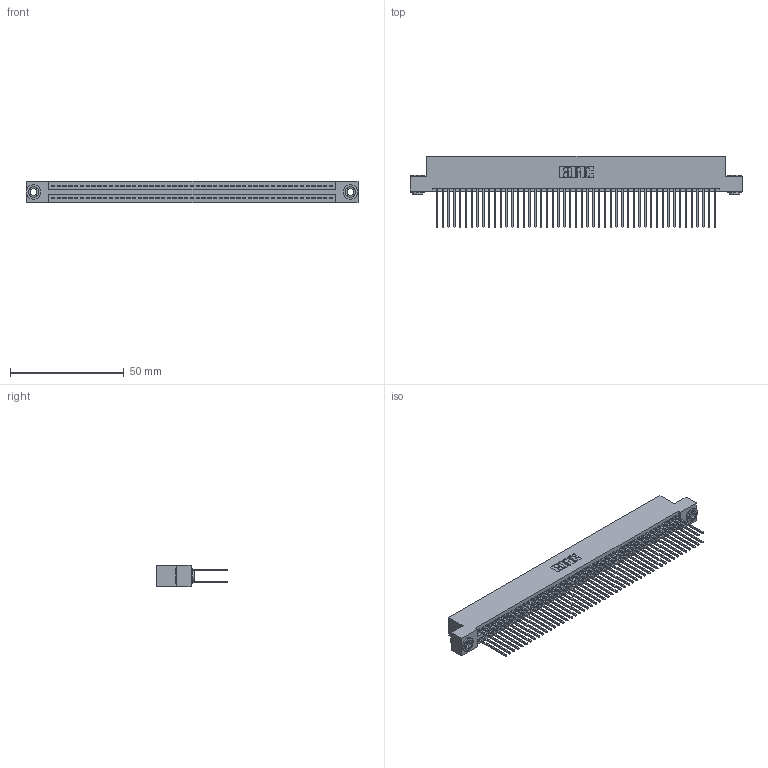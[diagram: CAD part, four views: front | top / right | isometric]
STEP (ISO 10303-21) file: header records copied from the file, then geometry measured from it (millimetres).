
FILE_DESCRIPTION (( 'STEP AP203' ), '1' );
FILE_NAME ('345-098-542-203.STEP', '2019-11-02T11:47:15', ( '' ), ( '' ), 'SwSTEP 2.0', 'SolidWorks 2016', '' );
FILE_SCHEMA (( 'CONFIG_CONTROL_DESIGN' ));
Length unit declared in the file: inch
Products named in the file (4): 345-292-001_345-293-142; 345-098-542-203; 345 Part_Flush Mounting Lugs - 0.156 Dia-TH; 345-250-002_345-250-002-102
Assembly tree (101 placements, depth 2):
  345-098-542-203
    345 Part_Flush Mounting Lugs - 0.156 Dia-TH
    345-292-001_345-293-142  x98
    345-250-002_345-250-002-102  x2
Bounding box: 145.67 x 31.29 x 9.4 mm (x, y, z)
Volume: 14691.6 mm3; surface area: 24192.1 mm2
Topology: 101 solids, 101 shells, 5064 faces, 15019 edges, 9878 vertices
Faces by surface type: plane 3324, cylinder 1732, cone 8
Entity records: 38172 total; most frequent: CARTESIAN_POINT 6367, ORIENTED_EDGE 6294, DIRECTION 5637, EDGE_CURVE 3147, LINE 2795, VECTOR 2795, VERTEX_POINT 2094, AXIS2_PLACEMENT_3D 1421
